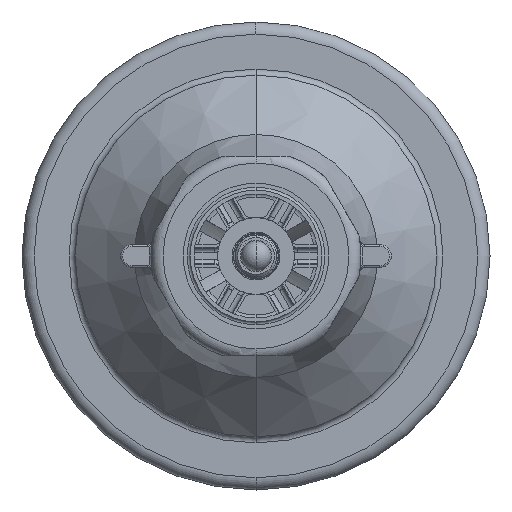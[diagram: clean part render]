
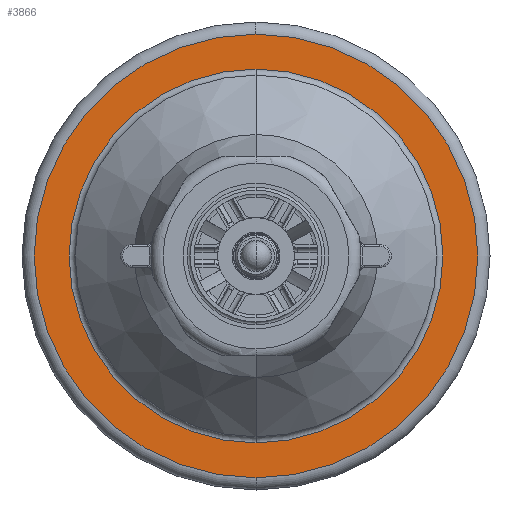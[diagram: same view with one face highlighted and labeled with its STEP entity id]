
A CAD part, front view. The second image highlights one B-rep face of the part: STEP entity #3866.
In plain terms, the highlighted planar face has unit normal (0, -1, 0).
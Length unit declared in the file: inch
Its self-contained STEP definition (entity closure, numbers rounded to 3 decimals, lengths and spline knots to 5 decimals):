
#194=CARTESIAN_POINT('',(0.,2.873,0.));
#195=DIRECTION('',(0.,1.,0.));
#196=DIRECTION('',(0.,0.,-1.));
#197=AXIS2_PLACEMENT_3D('',#194,#195,#196);
#218=CARTESIAN_POINT('',(0.,2.873,0.));
#219=DIRECTION('',(0.,1.,0.));
#220=DIRECTION('',(0.,0.,1.));
#221=AXIS2_PLACEMENT_3D('',#218,#219,#220);
#234=CARTESIAN_POINT('',(0.,2.873,0.));
#235=DIRECTION('',(0.,-1.,0.));
#236=DIRECTION('',(0.,0.,-1.));
#237=AXIS2_PLACEMENT_3D('',#234,#235,#236);
#258=CARTESIAN_POINT('',(0.,2.873,0.));
#259=DIRECTION('',(0.,-1.,0.));
#260=DIRECTION('',(0.,0.,1.));
#261=AXIS2_PLACEMENT_3D('',#258,#259,#260);
#3649=CARTESIAN_POINT('',(0.,2.873,2.282));
#3650=CARTESIAN_POINT('',(0.,2.873,-2.282));
#3651=VERTEX_POINT('',#3649);
#3652=VERTEX_POINT('',#3650);
#3653=CARTESIAN_POINT('',(0.,2.873,-1.9225));
#3654=CARTESIAN_POINT('',(0.,2.873,1.9225));
#3655=VERTEX_POINT('',#3653);
#3656=VERTEX_POINT('',#3654);
#3851=CARTESIAN_POINT('',(0.,2.873,0.));
#3852=DIRECTION('',(0.,-1.,0.));
#3853=DIRECTION('',(0.,0.,1.));
#3854=AXIS2_PLACEMENT_3D('',#3851,#3852,#3853);
#3855=PLANE('',#3854);
#3856=ORIENTED_EDGE('',*,*,#3833,.T.);
#3857=ORIENTED_EDGE('',*,*,#3818,.T.);
#3858=EDGE_LOOP('',(#3856,#3857));
#3859=FACE_OUTER_BOUND('',#3858,.F.);
#3861=ORIENTED_EDGE('',*,*,#3860,.T.);
#3863=ORIENTED_EDGE('',*,*,#3862,.T.);
#3864=EDGE_LOOP('',(#3861,#3863));
#3865=FACE_BOUND('',#3864,.F.);
#198=CIRCLE('',#197,2.282);
#222=CIRCLE('',#221,2.282);
#238=CIRCLE('',#237,1.9225);
#262=CIRCLE('',#261,1.9225);
#3818=EDGE_CURVE('',#3652,#3651,#198,.T.);
#3833=EDGE_CURVE('',#3651,#3652,#222,.T.);
#3860=EDGE_CURVE('',#3655,#3656,#238,.T.);
#3862=EDGE_CURVE('',#3656,#3655,#262,.T.);
#3866=ADVANCED_FACE('',(#3859,#3865),#3855,.T.);
